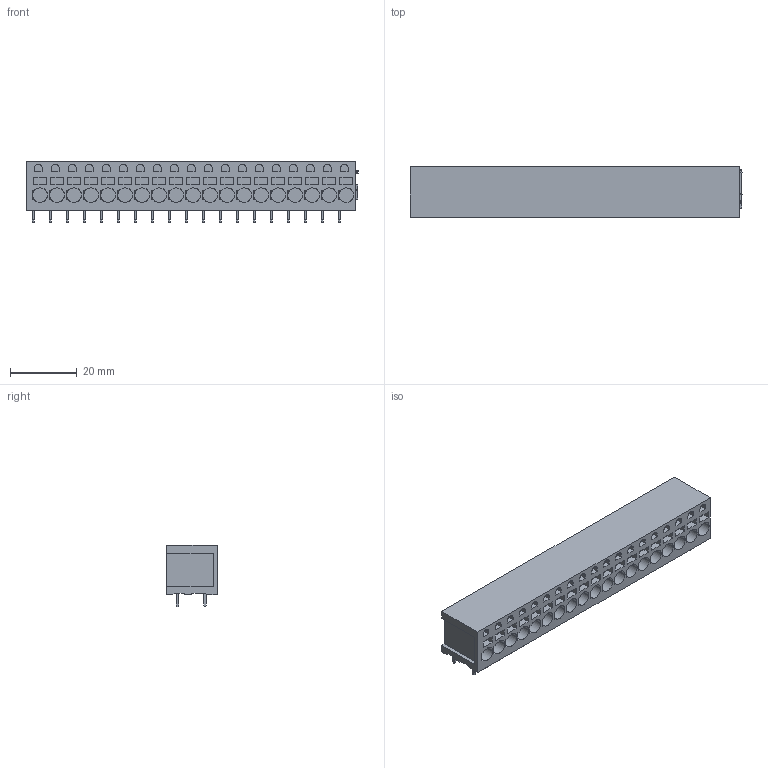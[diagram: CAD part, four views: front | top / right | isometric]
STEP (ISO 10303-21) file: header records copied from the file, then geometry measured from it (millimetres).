
FILE_DESCRIPTION(('CATIA V5 STEP Exchange','CAx-IF Rec.Pracs.--- Model Styling and Organization---1.4--- 2014-01-23'),'2;1');
FILE_NAME ('222928-2_0', '2021-07-14T07:45:05+00:00', ('none'), ('Weidmueller'), 'CATIA Version 5-6 Release 2016 SP3 HF44', 'CATIA V5 STEP AP214', 'none');
FILE_SCHEMA(('AUTOMOTIVE_DESIGN { 1 0 10303 214 1 1 1 1 }'));
Length unit declared in the file: millimetre
Products named in the file (1): 1426510000
Bounding box: 99.17 x 15.2 x 18.3 mm (x, y, z)
Volume: 19418.1 mm3; surface area: 9924.8 mm2
Topology: 39 solids, 39 shells, 726 faces, 1765 edges, 1177 vertices
Faces by surface type: plane 613, cylinder 113
Entity records: 20607 total; most frequent: CARTESIAN_POINT 3659, ORIENTED_EDGE 3530, DIRECTION 2762, EDGE_CURVE 1765, VECTOR 1501, LINE 1501, VERTEX_POINT 1177, EDGE_LOOP 786
